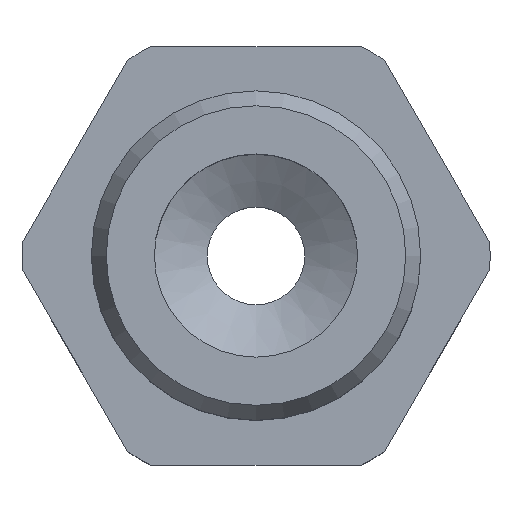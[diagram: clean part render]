
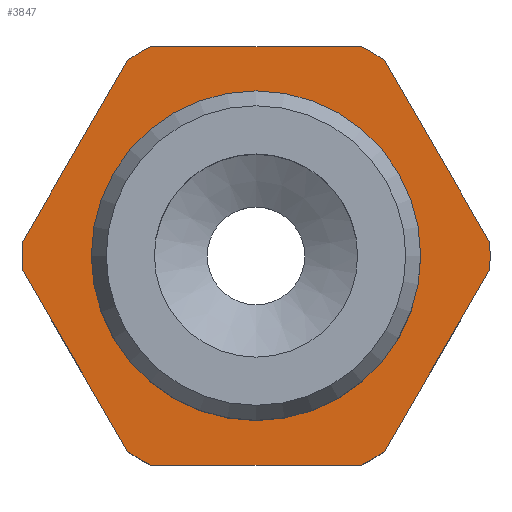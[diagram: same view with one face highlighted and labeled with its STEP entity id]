
A CAD part, top view. The second image highlights one B-rep face of the part: STEP entity #3847.
In plain terms, the highlighted planar face has unit normal (0, 0, 1).
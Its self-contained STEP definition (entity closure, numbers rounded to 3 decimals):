
#43=CIRCLE('',#3974,11.75);
#44=CIRCLE('',#3975,11.75);
#45=CIRCLE('',#3976,11.75);
#46=CIRCLE('',#3977,11.75);
#47=CIRCLE('',#3978,11.75);
#48=CIRCLE('',#3979,11.75);
#49=CIRCLE('',#3980,8.269);
#77=FACE_BOUND('',#821,.T.);
#595=FACE_OUTER_BOUND('',#820,.T.);
#820=EDGE_LOOP('',(#3485,#3486,#3487,#3488,#3489,#3490,#3491,#3492,#3493,
#3494,#3495,#3496));
#821=EDGE_LOOP('',(#3497));
#1137=LINE('',#7526,#1460);
#1140=LINE('',#7532,#1463);
#1143=LINE('',#7538,#1466);
#1146=LINE('',#7544,#1469);
#1149=LINE('',#7550,#1472);
#1152=LINE('',#7556,#1475);
#1460=VECTOR('',#4488,10.);
#1463=VECTOR('',#4493,10.);
#1466=VECTOR('',#4498,10.);
#1469=VECTOR('',#4503,10.);
#1472=VECTOR('',#4508,10.);
#1475=VECTOR('',#4513,10.);
#1840=VERTEX_POINT('',#7524);
#1841=VERTEX_POINT('',#7525);
#1842=VERTEX_POINT('',#7530);
#1843=VERTEX_POINT('',#7531);
#1844=VERTEX_POINT('',#7536);
#1845=VERTEX_POINT('',#7537);
#1846=VERTEX_POINT('',#7542);
#1847=VERTEX_POINT('',#7543);
#1848=VERTEX_POINT('',#7548);
#1849=VERTEX_POINT('',#7549);
#1850=VERTEX_POINT('',#7554);
#1851=VERTEX_POINT('',#7555);
#1852=VERTEX_POINT('',#7566);
#2389=EDGE_CURVE('',#1840,#1841,#1137,.T.);
#2392=EDGE_CURVE('',#1842,#1843,#1140,.T.);
#2395=EDGE_CURVE('',#1844,#1845,#1143,.T.);
#2398=EDGE_CURVE('',#1846,#1847,#1146,.T.);
#2401=EDGE_CURVE('',#1848,#1849,#1149,.T.);
#2404=EDGE_CURVE('',#1850,#1851,#1152,.T.);
#2407=EDGE_CURVE('',#1841,#1848,#43,.T.);
#2408=EDGE_CURVE('',#1849,#1846,#44,.T.);
#2409=EDGE_CURVE('',#1847,#1844,#45,.T.);
#2410=EDGE_CURVE('',#1845,#1850,#46,.T.);
#2411=EDGE_CURVE('',#1851,#1842,#47,.T.);
#2412=EDGE_CURVE('',#1843,#1840,#48,.T.);
#2413=EDGE_CURVE('',#1852,#1852,#49,.T.);
#3485=ORIENTED_EDGE('',*,*,#2389,.T.);
#3486=ORIENTED_EDGE('',*,*,#2407,.T.);
#3487=ORIENTED_EDGE('',*,*,#2401,.T.);
#3488=ORIENTED_EDGE('',*,*,#2408,.T.);
#3489=ORIENTED_EDGE('',*,*,#2398,.T.);
#3490=ORIENTED_EDGE('',*,*,#2409,.T.);
#3491=ORIENTED_EDGE('',*,*,#2395,.T.);
#3492=ORIENTED_EDGE('',*,*,#2410,.T.);
#3493=ORIENTED_EDGE('',*,*,#2404,.T.);
#3494=ORIENTED_EDGE('',*,*,#2411,.T.);
#3495=ORIENTED_EDGE('',*,*,#2392,.T.);
#3496=ORIENTED_EDGE('',*,*,#2412,.T.);
#3497=ORIENTED_EDGE('',*,*,#2413,.F.);
#3652=PLANE('',#3973);
#3847=ADVANCED_FACE('',(#595,#77),#3652,.T.);
#3973=AXIS2_PLACEMENT_3D('',#7559,#4516,#4517);
#3974=AXIS2_PLACEMENT_3D('',#7560,#4518,#4519);
#3975=AXIS2_PLACEMENT_3D('',#7561,#4520,#4521);
#3976=AXIS2_PLACEMENT_3D('',#7562,#4522,#4523);
#3977=AXIS2_PLACEMENT_3D('',#7563,#4524,#4525);
#3978=AXIS2_PLACEMENT_3D('',#7564,#4526,#4527);
#3979=AXIS2_PLACEMENT_3D('',#7565,#4528,#4529);
#3980=AXIS2_PLACEMENT_3D('',#7567,#4530,#4531);
#4488=DIRECTION('',(0.5,0.866,0.));
#4493=DIRECTION('',(1.,0.,0.));
#4498=DIRECTION('',(-0.5,-0.866,0.));
#4503=DIRECTION('',(-1.,0.,0.));
#4508=DIRECTION('',(-0.5,0.866,0.));
#4513=DIRECTION('',(0.5,-0.866,0.));
#4516=DIRECTION('center_axis',(0.,0.,1.));
#4517=DIRECTION('ref_axis',(1.,0.,0.));
#4518=DIRECTION('center_axis',(0.,0.,1.));
#4519=DIRECTION('ref_axis',(1.,0.,0.));
#4520=DIRECTION('center_axis',(0.,0.,1.));
#4521=DIRECTION('ref_axis',(1.,0.,0.));
#4522=DIRECTION('center_axis',(0.,0.,1.));
#4523=DIRECTION('ref_axis',(1.,0.,0.));
#4524=DIRECTION('center_axis',(0.,0.,1.));
#4525=DIRECTION('ref_axis',(1.,0.,0.));
#4526=DIRECTION('center_axis',(0.,0.,1.));
#4527=DIRECTION('ref_axis',(1.,0.,0.));
#4528=DIRECTION('center_axis',(0.,0.,1.));
#4529=DIRECTION('ref_axis',(1.,0.,0.));
#4530=DIRECTION('center_axis',(0.,0.,1.));
#4531=DIRECTION('ref_axis',(1.,0.,0.));
#7524=CARTESIAN_POINT('',(6.456,-9.817,0.));
#7525=CARTESIAN_POINT('',(11.73,-0.683,0.));
#7526=CARTESIAN_POINT('',(8.622,-6.067,0.));
#7530=CARTESIAN_POINT('',(-5.274,-10.5,0.));
#7531=CARTESIAN_POINT('',(5.274,-10.5,0.));
#7532=CARTESIAN_POINT('',(2.637,-10.5,0.));
#7536=CARTESIAN_POINT('',(-6.456,9.817,0.));
#7537=CARTESIAN_POINT('',(-11.73,0.683,0.));
#7538=CARTESIAN_POINT('',(-12.202,-0.134,0.));
#7542=CARTESIAN_POINT('',(5.274,10.5,0.));
#7543=CARTESIAN_POINT('',(-5.274,10.5,0.));
#7544=CARTESIAN_POINT('',(-2.637,10.5,0.));
#7548=CARTESIAN_POINT('',(11.73,0.683,0.));
#7549=CARTESIAN_POINT('',(6.456,9.817,0.));
#7550=CARTESIAN_POINT('',(9.565,4.433,0.));
#7554=CARTESIAN_POINT('',(-11.73,-0.683,0.));
#7555=CARTESIAN_POINT('',(-6.456,-9.817,0.));
#7556=CARTESIAN_POINT('',(-5.985,-10.634,0.));
#7559=CARTESIAN_POINT('Origin',(0.,-8.269,0.));
#7560=CARTESIAN_POINT('Origin',(0.,0.,0.));
#7561=CARTESIAN_POINT('Origin',(0.,0.,0.));
#7562=CARTESIAN_POINT('Origin',(0.,0.,0.));
#7563=CARTESIAN_POINT('Origin',(0.,0.,0.));
#7564=CARTESIAN_POINT('Origin',(0.,0.,0.));
#7565=CARTESIAN_POINT('Origin',(0.,0.,0.));
#7566=CARTESIAN_POINT('',(0.,8.269,0.));
#7567=CARTESIAN_POINT('Origin',(0.,0.,0.));
